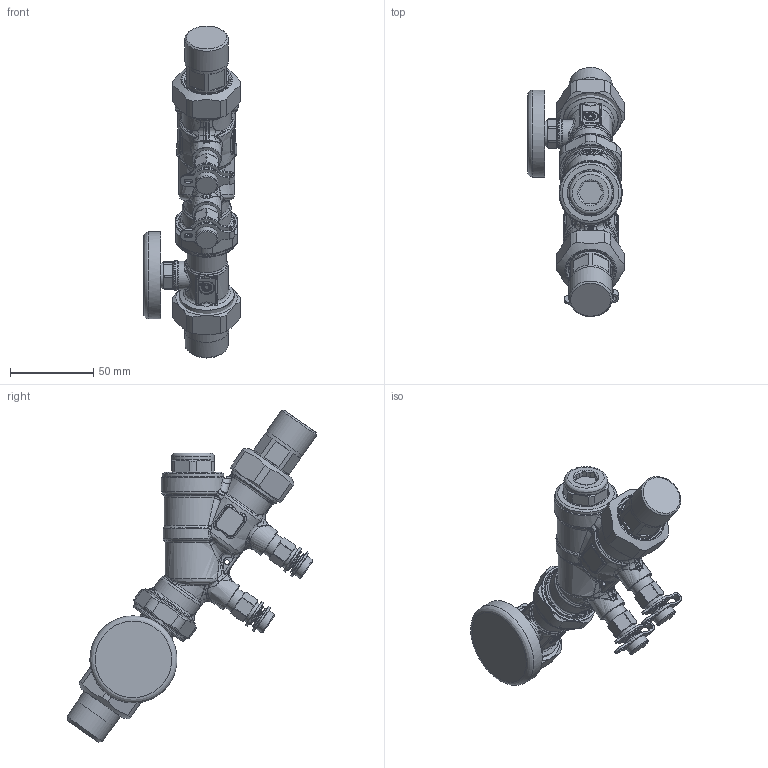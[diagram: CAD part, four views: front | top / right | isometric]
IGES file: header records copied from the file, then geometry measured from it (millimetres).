
Global section: file name: 128450AFC; native system: Autodesk Inventor 2025; preprocessor: unknown; author: ischreiner; date: 20250721.122914; units: inch
Bounding box: 58.23 x 149.97 x 199.44 mm (x, y, z)
Volume: 248360.9 mm3; surface area: 62011.5 mm2
Topology: 11 solids, 12 shells, 1637 faces, 3971 edges, 2325 vertices
Faces by surface type: bspline 1637
